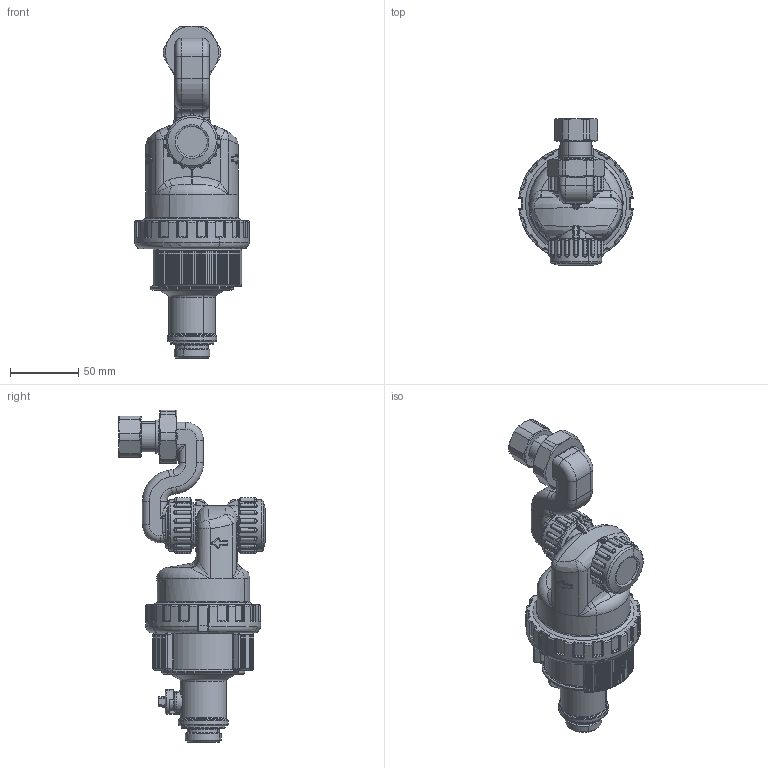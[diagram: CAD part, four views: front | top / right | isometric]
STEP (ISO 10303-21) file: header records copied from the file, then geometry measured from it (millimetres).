
FILE_DESCRIPTION(('CATIA V5 STEP Exchange'),'2;1');
FILE_NAME('STEP_545252_-_TST.stp','2017-06-06T14:01:57+00:00',('none'),('none'),'CATIA Version 5-6 Release 2014 SP5','CATIA V5 STEP AP203','none');
FILE_SCHEMA(('CONFIG_CONTROL_DESIGN'));
Length unit declared in the file: millimetre
Products named in the file (1): 545252 - TST
Bounding box: 83.59 x 107.1 x 242.7 mm (x, y, z)
Volume: 545229.9 mm3; surface area: 74863.6 mm2
Topology: 1 solids, 1 shells, 2519 faces, 6227 edges, 3424 vertices
Faces by surface type: cylinder 851, plane 525, bspline 471, torus 239, revolution 224, cone 129, sphere 80
Entity records: 103139 total; most frequent: CARTESIAN_POINT 53829, ORIENTED_EDGE 11890, DIRECTION 6765, EDGE_CURVE 5945, AXIS2_PLACEMENT_3D 3727, VERTEX_POINT 3424, EDGE_LOOP 2545, ADVANCED_FACE 2519
